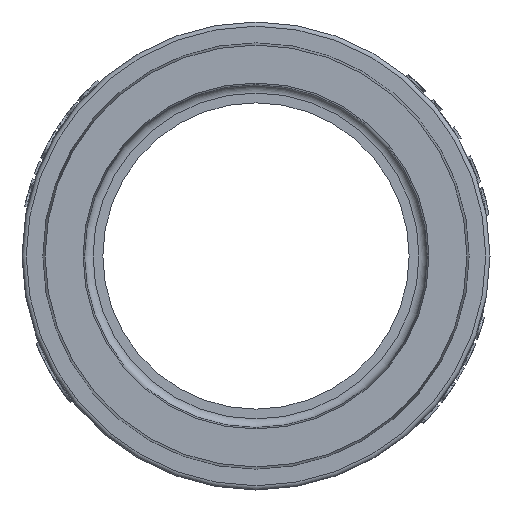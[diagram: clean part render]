
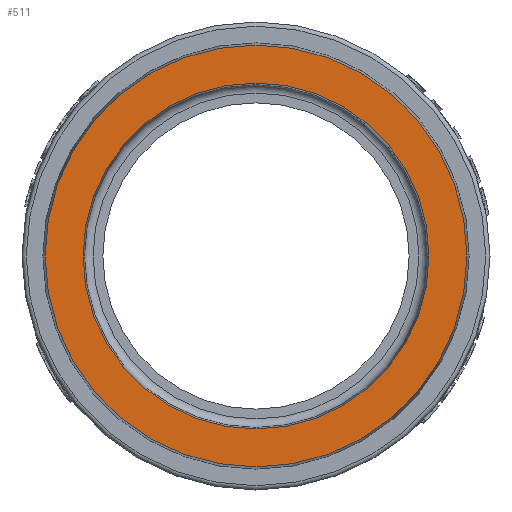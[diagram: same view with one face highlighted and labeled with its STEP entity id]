
A CAD part, front view. The second image highlights one B-rep face of the part: STEP entity #511.
In plain terms, the highlighted planar face has unit normal (0, -1, 0).
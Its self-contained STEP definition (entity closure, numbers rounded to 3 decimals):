
#511 = ADVANCED_FACE( '', ( #1129, #1130 ), #1131, .F. );
#1129 = FACE_BOUND( '', #1903, .T. );
#1130 = FACE_OUTER_BOUND( '', #1904, .T. );
#1131 = PLANE( '', #1905 );
#1903 = EDGE_LOOP( '', ( #3562 ) );
#1904 = EDGE_LOOP( '', ( #3563 ) );
#1905 = AXIS2_PLACEMENT_3D( '', #3564, #3565, #3566 );
#3562 = ORIENTED_EDGE( '', *, *, #5087, .F. );
#3563 = ORIENTED_EDGE( '', *, *, #4884, .T. );
#3564 = CARTESIAN_POINT( '', ( 0., -42.514, 22.556 ) );
#3565 = DIRECTION( '', ( 0., 1., 0. ) );
#3566 = DIRECTION( '', ( -1., 0., 0. ) );
#4884 = EDGE_CURVE( '', #5903, #5903, #5904, .T. );
#5087 = EDGE_CURVE( '', #6192, #6192, #6193, .T. );
#5903 = VERTEX_POINT( '', #8256 );
#5904 = CIRCLE( '', #8257, 24.788 );
#6192 = VERTEX_POINT( '', #9055 );
#6193 = CIRCLE( '', #9056, 20.325 );
#8256 = CARTESIAN_POINT( '', ( 24.788, -42.514, 0. ) );
#8257 = AXIS2_PLACEMENT_3D( '', #10021, #10022, #10023 );
#9055 = CARTESIAN_POINT( '', ( 20.325, -42.514, 0. ) );
#9056 = AXIS2_PLACEMENT_3D( '', #10177, #10178, #10179 );
#10021 = CARTESIAN_POINT( '', ( 0., -42.514, 0. ) );
#10022 = DIRECTION( '', ( 0., -1., 0. ) );
#10023 = DIRECTION( '', ( 1., 0., 0. ) );
#10177 = CARTESIAN_POINT( '', ( 0., -42.514, 0. ) );
#10178 = DIRECTION( '', ( 0., -1., 0. ) );
#10179 = DIRECTION( '', ( 1., 0., 0. ) );
